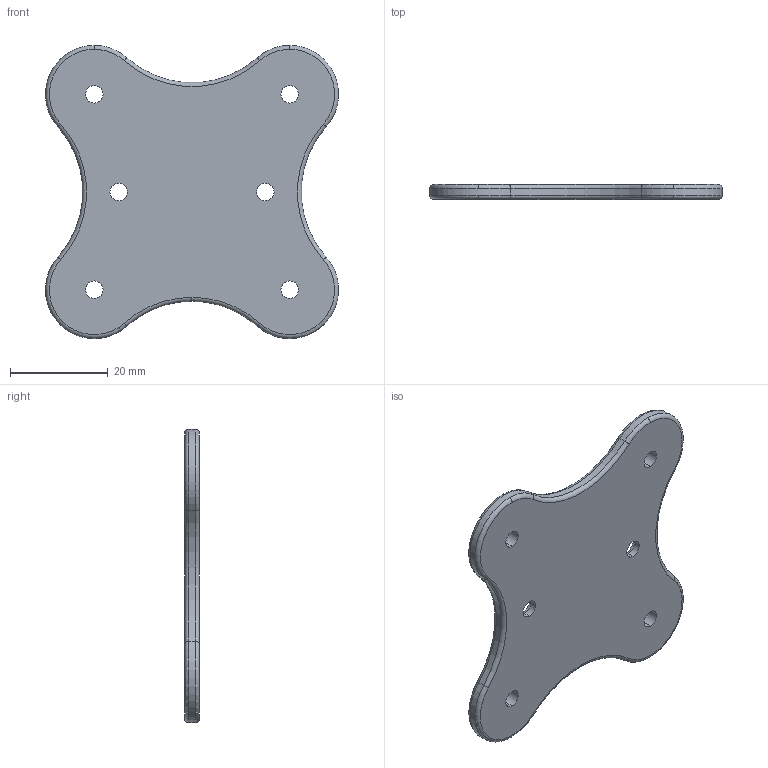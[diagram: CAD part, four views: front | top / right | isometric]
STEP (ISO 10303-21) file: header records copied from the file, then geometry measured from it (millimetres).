
FILE_DESCRIPTION (( 'STEP AP214' ), '1' );
FILE_NAME ('screen mount.STEP', '2025-09-18T19:08:20', ( '' ), ( '' ), 'SwSTEP 2.0', 'SolidWorks 2024', '' );
FILE_SCHEMA (( 'AUTOMOTIVE_DESIGN' ));
Length unit declared in the file: millimetre
Products named in the file (1): screen mount
Bounding box: 59.95 x 3 x 60 mm (x, y, z)
Volume: 8151 mm3; surface area: 6318.2 mm2
Topology: 1 solids, 1 shells, 53 faces, 129 edges, 80 vertices
Faces by surface type: cylinder 27, torus 22, plane 4
Entity records: 1648 total; most frequent: DIRECTION 339, CARTESIAN_POINT 263, ORIENTED_EDGE 258, AXIS2_PLACEMENT_3D 156, EDGE_CURVE 129, CIRCLE 102, VERTEX_POINT 80, EDGE_LOOP 67
